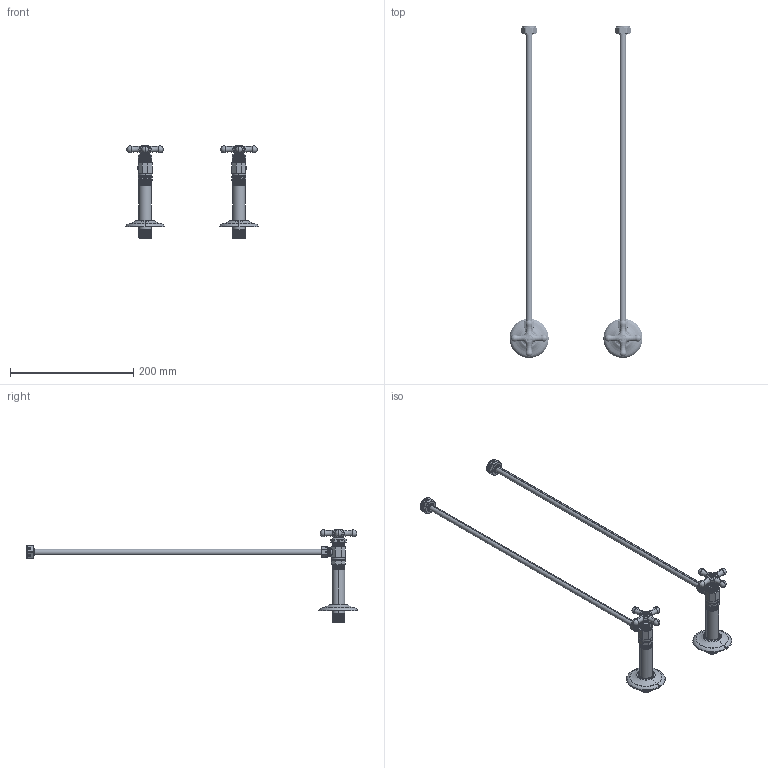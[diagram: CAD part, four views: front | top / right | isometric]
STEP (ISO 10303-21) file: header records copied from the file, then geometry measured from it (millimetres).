
FILE_DESCRIPTION((''),'2;1');
FILE_NAME('491X','2021-06-17T21:31:31',('NSantos'),(''),'CREO PARAMETRIC BY PTC INC, 2018500','CREO PARAMETRIC BY PTC INC, 2018500','');
FILE_SCHEMA(('CONFIG_CONTROL_DESIGN'));
Length unit declared in the file: inch
Products named in the file (1): 491X
Bounding box: 215.9 x 538.73 x 152.1 mm (x, y, z)
Volume: 67825.8 mm3; surface area: 187843.6 mm2
Topology: 8 solids, 44 shells, 1714 faces, 4876 edges, 3219 vertices
Faces by surface type: cylinder 624, plane 426, bspline 372, cone 180, torus 76, sphere 36
Entity records: 98661 total; most frequent: CARTESIAN_POINT 58856, ORIENTED_EDGE 9102, DIRECTION 6674, EDGE_CURVE 4840, VERTEX_POINT 3219, AXIS2_PLACEMENT_3D 2635, B_SPLINE_CURVE_WITH_KNOTS 2144, EDGE_LOOP 1850
